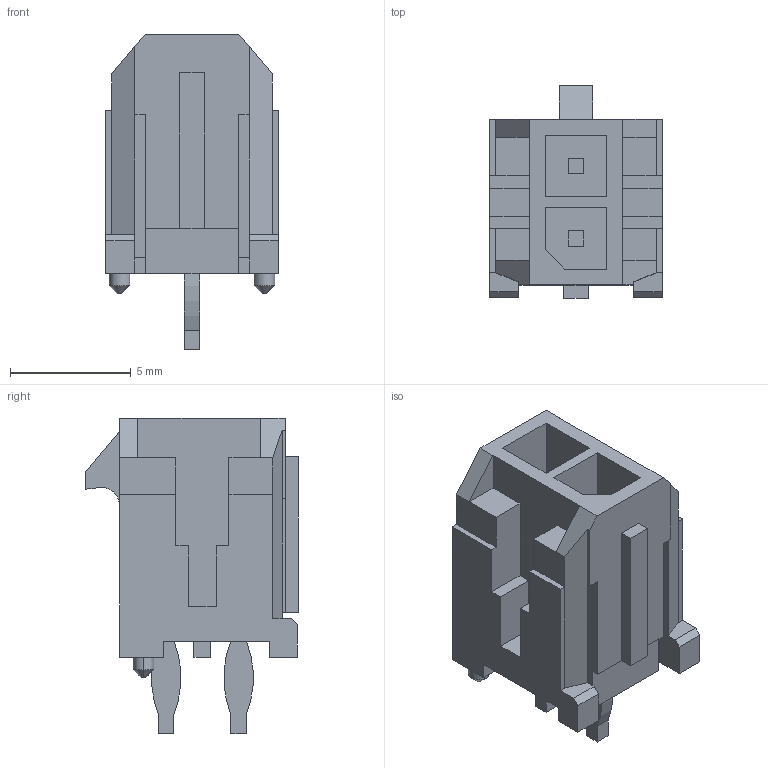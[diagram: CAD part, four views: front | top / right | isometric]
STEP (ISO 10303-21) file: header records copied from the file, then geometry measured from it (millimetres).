
FILE_DESCRIPTION((''),'2;1');
FILE_NAME('449140201','2019-07-30T',('gga'),(''),'PRO/ENGINEER BY PARAMETRIC TECHNOLOGY CORPORATION, 2016010','PRO/ENGINEER BY PARAMETRIC TECHNOLOGY CORPORATION, 2016010','');
FILE_SCHEMA(('CONFIG_CONTROL_DESIGN'));
Length unit declared in the file: millimetre
Products named in the file (1): 449140201
Bounding box: 7.15 x 8.8 x 13.09 mm (x, y, z)
Volume: 311.4 mm3; surface area: 627.9 mm2
Topology: 1 solids, 1 shells, 140 faces, 389 edges, 263 vertices
Faces by surface type: plane 127, cylinder 9, cone 4
Entity records: 4422 total; most frequent: CARTESIAN_POINT 774, ORIENTED_EDGE 744, DIRECTION 701, EDGE_CURVE 372, VECTOR 359, LINE 359, VERTEX_POINT 244, AXIS2_PLACEMENT_3D 171
